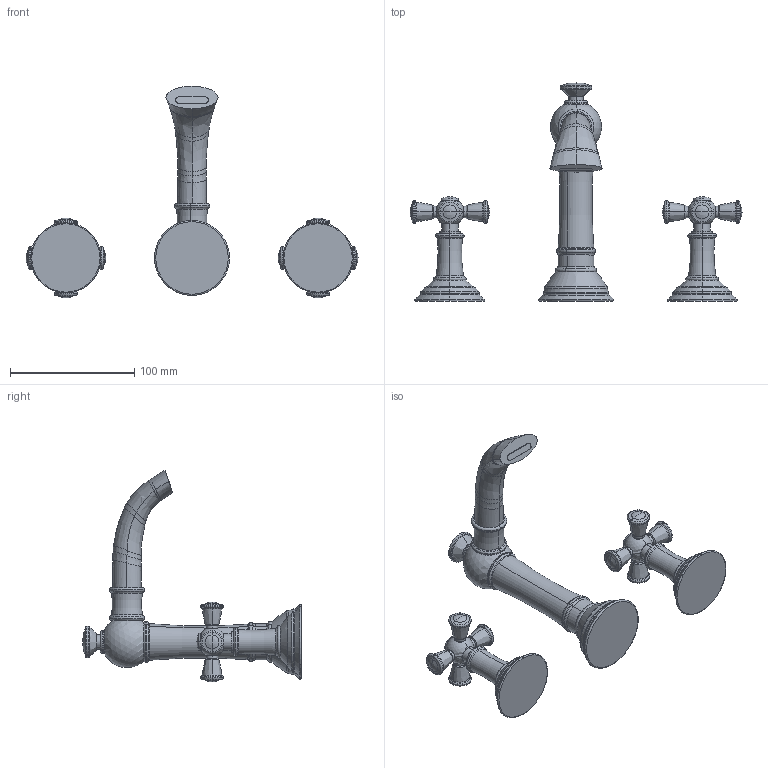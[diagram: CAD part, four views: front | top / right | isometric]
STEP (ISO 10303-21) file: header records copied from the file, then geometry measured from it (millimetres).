
FILE_DESCRIPTION((''),'2;1');
FILE_NAME('2400','2020-11-27T10:55:04',('jinson.thomas'),(''),'CREO PARAMETRIC BY PTC INC, 2018400','CREO PARAMETRIC BY PTC INC, 2018400','');
FILE_SCHEMA(('CONFIG_CONTROL_DESIGN'));
Length unit declared in the file: inch
Products named in the file (1): 2400
Bounding box: 267.41 x 176.07 x 170.44 mm (x, y, z)
Volume: 317170.5 mm3; surface area: 62500.5 mm2
Topology: 3 solids, 3 shells, 401 faces, 886 edges, 488 vertices
Faces by surface type: torus 212, cylinder 68, bspline 58, plane 29, sphere 28, cone 6
Entity records: 13053 total; most frequent: CARTESIAN_POINT 4106, DIRECTION 2199, ORIENTED_EDGE 1716, AXIS2_PLACEMENT_3D 1051, EDGE_CURVE 858, CIRCLE 708, VERTEX_POINT 488, EDGE_LOOP 426
